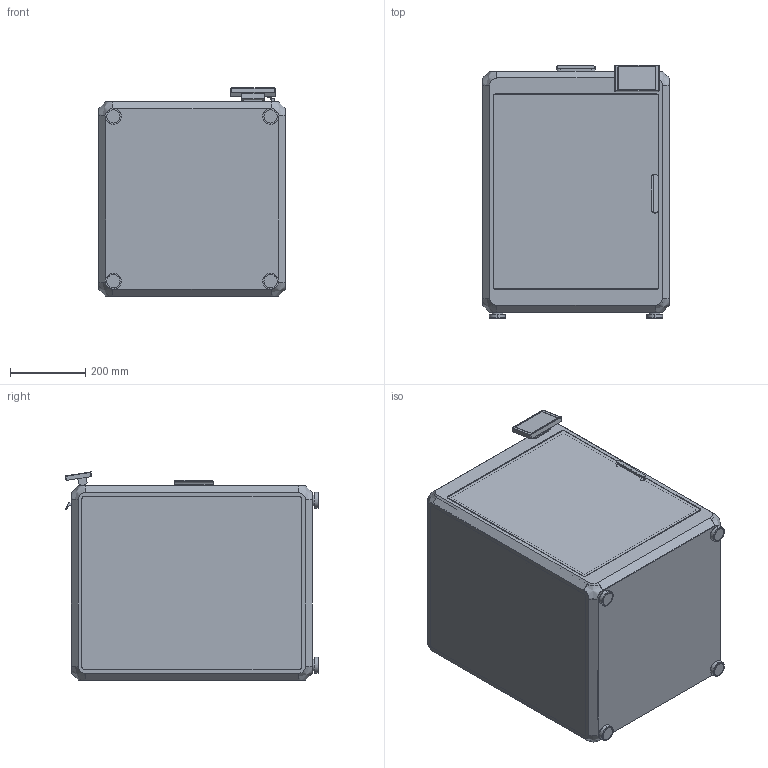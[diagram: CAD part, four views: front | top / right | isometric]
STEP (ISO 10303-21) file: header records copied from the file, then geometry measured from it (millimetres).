
FILE_DESCRIPTION (( 'STEP AP214' ), '1' );
FILE_NAME ('K2_BODY.step', '2025-06-26T08:58:47', ( '' ), ( '' ), 'SwSTEP 2.0', 'SolidWorks 2025', '' );
FILE_SCHEMA (( 'AUTOMOTIVE_DESIGN' ));
Length unit declared in the file: millimetre
Products named in the file (4): K2_BODY; DISPLAY; K2_GLASS; K2_PLUS_FRAME
Assembly tree (3 placements, depth 2):
  K2_BODY
    K2_PLUS_FRAME
    DISPLAY
    K2_GLASS
Bounding box: 495 x 672.53 x 552.93 mm (x, y, z)
Volume: 6504506.5 mm3; surface area: 3851898.8 mm2
Topology: 11 solids, 13 shells, 459 faces, 1206 edges, 820 vertices
Faces by surface type: plane 257, cylinder 178, bspline 24
Entity records: 28905 total; most frequent: CARTESIAN_POINT 17409, ORIENTED_EDGE 2412, DIRECTION 2226, EDGE_CURVE 1206, VERTEX_POINT 820, AXIS2_PLACEMENT_3D 783, VECTOR 660, LINE 660
